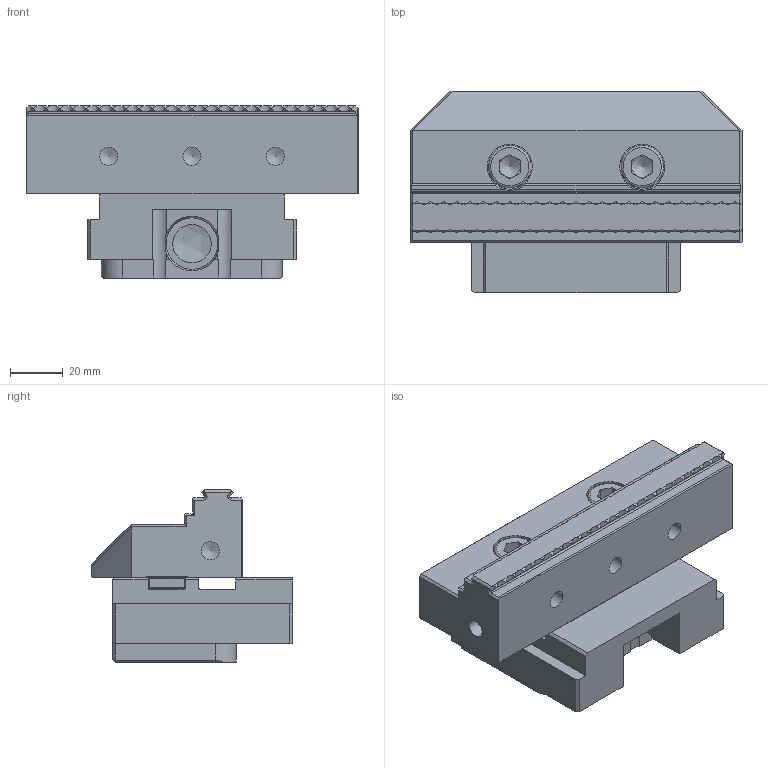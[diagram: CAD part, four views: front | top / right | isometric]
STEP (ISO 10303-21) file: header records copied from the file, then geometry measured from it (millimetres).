
FILE_DESCRIPTION((''),'2;1');
FILE_NAME('WNT move1.stp','2019-11-07T15:49:11',(''),(''),'STEP Write','Mastercam 2020 ... CNC Software, Inc.','');
FILE_SCHEMA(('AUTOMOTIVE_DESIGN'));
Length unit declared in the file: millimetre
Products named in the file (1): None
Bounding box: 125.4 x 76 x 65 mm (x, y, z)
Volume: 270404.7 mm3; surface area: 51851.6 mm2
Topology: 1 solids, 3 shells, 437 faces, 1252 edges, 825 vertices
Faces by surface type: plane 304, cylinder 103, cone 18, bspline 6, torus 4, sphere 2
Full cylindrical faces by diameter (mm): 0.816 x2, 6.8 x5, 8.1 x2, 8.5 x4, 10 x2, 11 x2, 14.5 x1, 16 x2, 17 x2, 19.5 x1, 20 x3
Entity records: 14764 total; most frequent: CARTESIAN_POINT 3845, ORIENTED_EDGE 2378, DIRECTION 1931, EDGE_CURVE 1189, VERTEX_POINT 802, VECTOR 705, LINE 705, AXIS2_PLACEMENT_3D 613
